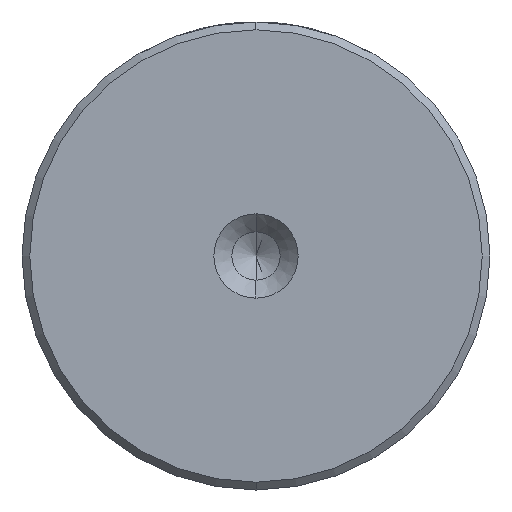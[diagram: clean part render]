
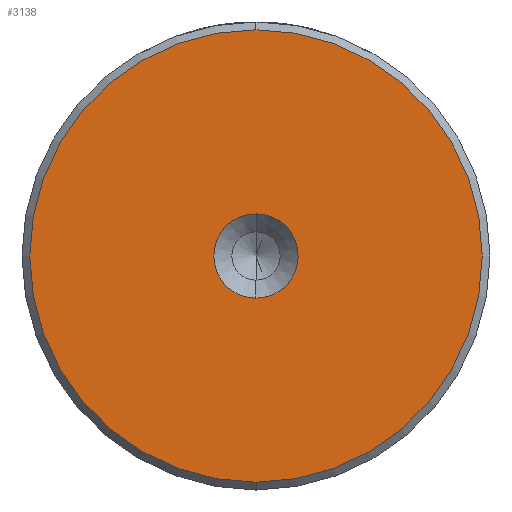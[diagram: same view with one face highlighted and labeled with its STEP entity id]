
A CAD part, left-side view. The second image highlights one B-rep face of the part: STEP entity #3138.
In plain terms, the highlighted planar face has unit normal (-1, 0, 0).
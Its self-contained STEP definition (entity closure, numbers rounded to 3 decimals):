
#28 = CIRCLE ( 'NONE', #1113, 14.5 ) ;
#148 = CARTESIAN_POINT ( 'NONE',  ( 0., 0., 14.5 ) ) ;
#207 = DIRECTION ( 'NONE',  ( -1., 0., 0. ) ) ;
#247 = AXIS2_PLACEMENT_3D ( 'NONE', #1419, #1994, #273 ) ;
#273 = DIRECTION ( 'NONE',  ( 0., 0., 1. ) ) ;
#328 = DIRECTION ( 'NONE',  ( -1., 0., 0. ) ) ;
#501 = CARTESIAN_POINT ( 'NONE',  ( 0., 0., -14.5 ) ) ;
#565 = FACE_BOUND ( 'NONE', #1446, .T. ) ;
#853 = AXIS2_PLACEMENT_3D ( 'NONE', #3177, #1450, #3482 ) ;
#924 = CIRCLE ( 'NONE', #2692, 2.7 ) ;
#1007 = ORIENTED_EDGE ( 'NONE', *, *, #3541, .F. ) ;
#1113 = AXIS2_PLACEMENT_3D ( 'NONE', #2064, #328, #2349 ) ;
#1156 = ORIENTED_EDGE ( 'NONE', *, *, #2293, .T. ) ;
#1216 = ORIENTED_EDGE ( 'NONE', *, *, #2485, .F. ) ;
#1316 = CARTESIAN_POINT ( 'NONE',  ( 0., 0., -2.7 ) ) ;
#1403 = AXIS2_PLACEMENT_3D ( 'NONE', #3211, #1484, #3510 ) ;
#1419 = CARTESIAN_POINT ( 'NONE',  ( 0., 0., 0. ) ) ;
#1423 = CIRCLE ( 'NONE', #853, 2.7 ) ;
#1446 = EDGE_LOOP ( 'NONE', ( #1007, #1216 ) ) ;
#1450 = DIRECTION ( 'NONE',  ( -1., 0., 0. ) ) ;
#1484 = DIRECTION ( 'NONE',  ( -1., 0., 0. ) ) ;
#1929 = CARTESIAN_POINT ( 'NONE',  ( 0., 0., 0. ) ) ;
#1994 = DIRECTION ( 'NONE',  ( -1., 0., 0. ) ) ;
#2012 = VERTEX_POINT ( 'NONE', #148 ) ;
#2064 = CARTESIAN_POINT ( 'NONE',  ( 0., 0., 0. ) ) ;
#2214 = EDGE_LOOP ( 'NONE', ( #1156, #3086 ) ) ;
#2228 = DIRECTION ( 'NONE',  ( 0., 0., 1. ) ) ;
#2293 = EDGE_CURVE ( 'NONE', #2887, #2012, #28, .T. ) ;
#2349 = DIRECTION ( 'NONE',  ( 0., 0., 1. ) ) ;
#2485 = EDGE_CURVE ( 'NONE', #2782, #2979, #1423, .T. ) ;
#2496 = CIRCLE ( 'NONE', #1403, 14.5 ) ;
#2692 = AXIS2_PLACEMENT_3D ( 'NONE', #1929, #207, #2228 ) ;
#2782 = VERTEX_POINT ( 'NONE', #1316 ) ;
#2837 = CARTESIAN_POINT ( 'NONE',  ( 0., 0., 2.7 ) ) ;
#2887 = VERTEX_POINT ( 'NONE', #501 ) ;
#2965 = FACE_OUTER_BOUND ( 'NONE', #2214, .T. ) ;
#2979 = VERTEX_POINT ( 'NONE', #2837 ) ;
#3086 = ORIENTED_EDGE ( 'NONE', *, *, #3241, .T. ) ;
#3138 = ADVANCED_FACE ( 'NONE', ( #2965, #565 ), #3722, .T. ) ;
#3177 = CARTESIAN_POINT ( 'NONE',  ( 0., 0., 0. ) ) ;
#3211 = CARTESIAN_POINT ( 'NONE',  ( 0., 0., 0. ) ) ;
#3241 = EDGE_CURVE ( 'NONE', #2012, #2887, #2496, .T. ) ;
#3482 = DIRECTION ( 'NONE',  ( 0., 0., 1. ) ) ;
#3510 = DIRECTION ( 'NONE',  ( 0., 0., 1. ) ) ;
#3541 = EDGE_CURVE ( 'NONE', #2979, #2782, #924, .T. ) ;
#3722 = PLANE ( 'NONE',  #247 ) ;
